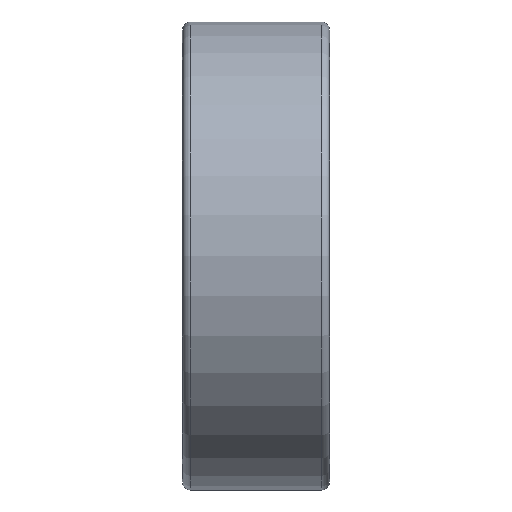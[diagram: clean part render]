
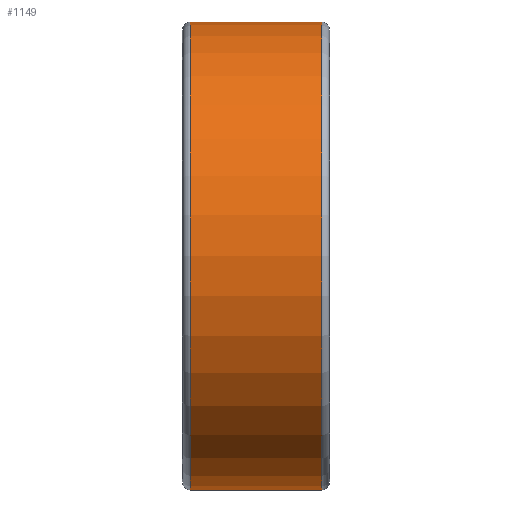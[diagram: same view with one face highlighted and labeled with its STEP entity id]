
A CAD part, top view. The second image highlights one B-rep face of the part: STEP entity #1149.
In plain terms, the highlighted cylindrical face has radius 17.5 mm (diameter 35 mm), a partial arc.
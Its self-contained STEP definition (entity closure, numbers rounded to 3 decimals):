
#1149=ADVANCED_FACE('',(#2539),#2540,.T.);
#2539=FACE_OUTER_BOUND('',#4167,.T.);
#2540=CYLINDRICAL_SURFACE('',#4168,17.5);
#4167=EDGE_LOOP('',(#7805,#7806,#7807,#7808));
#4168=AXIS2_PLACEMENT_3D('',#7809,#7810,#7811);
#7805=ORIENTED_EDGE('',*,*,#10296,.T.);
#7806=ORIENTED_EDGE('',*,*,#11180,.F.);
#7807=ORIENTED_EDGE('',*,*,#10298,.T.);
#7808=ORIENTED_EDGE('',*,*,#11178,.T.);
#7809=CARTESIAN_POINT('',(0.,0.0,0.0));
#7810=DIRECTION('',(1.0,0.0,0.0));
#7811=DIRECTION('',(0.0,1.0,0.));
#10296=EDGE_CURVE('',#12602,#12593,#12603,.T.);
#10298=EDGE_CURVE('',#12596,#12604,#12606,.T.);
#11178=EDGE_CURVE('',#12604,#12602,#13864,.T.);
#11180=EDGE_CURVE('',#12596,#12593,#13866,.T.);
#12593=VERTEX_POINT('',#17691);
#12596=VERTEX_POINT('',#17694);
#12602=VERTEX_POINT('',#17700);
#12603=LINE('',#17701,#17702);
#12604=VERTEX_POINT('',#17703);
#12606=LINE('',#17705,#17706);
#13864=CIRCLE('',#19920,17.5);
#13866=CIRCLE('',#19922,17.5);
#17691=CARTESIAN_POINT('',(-4.9,17.5,0.));
#17694=CARTESIAN_POINT('',(-4.9,-17.5,0.));
#17700=CARTESIAN_POINT('',(4.9,17.5,0.));
#17701=CARTESIAN_POINT('',(0.,17.5,0.));
#17702=VECTOR('',#22236,1.0);
#17703=CARTESIAN_POINT('',(4.9,-17.5,0.));
#17705=CARTESIAN_POINT('',(0.,-17.5,0.));
#17706=VECTOR('',#22240,1.0);
#19920=AXIS2_PLACEMENT_3D('',#23012,#23013,#23014);
#19922=AXIS2_PLACEMENT_3D('',#23015,#23016,#23017);
#22236=DIRECTION('',(-1.0,0.0,0.0));
#22240=DIRECTION('',(1.0,0.0,0.0));
#23012=CARTESIAN_POINT('',(4.9,0.0,0.0));
#23013=DIRECTION('',(-1.0,0.0,0.0));
#23014=DIRECTION('',(0.0,1.0,0.));
#23015=CARTESIAN_POINT('',(-4.9,0.0,0.0));
#23016=DIRECTION('',(-1.0,0.0,0.0));
#23017=DIRECTION('',(0.0,1.0,0.));
